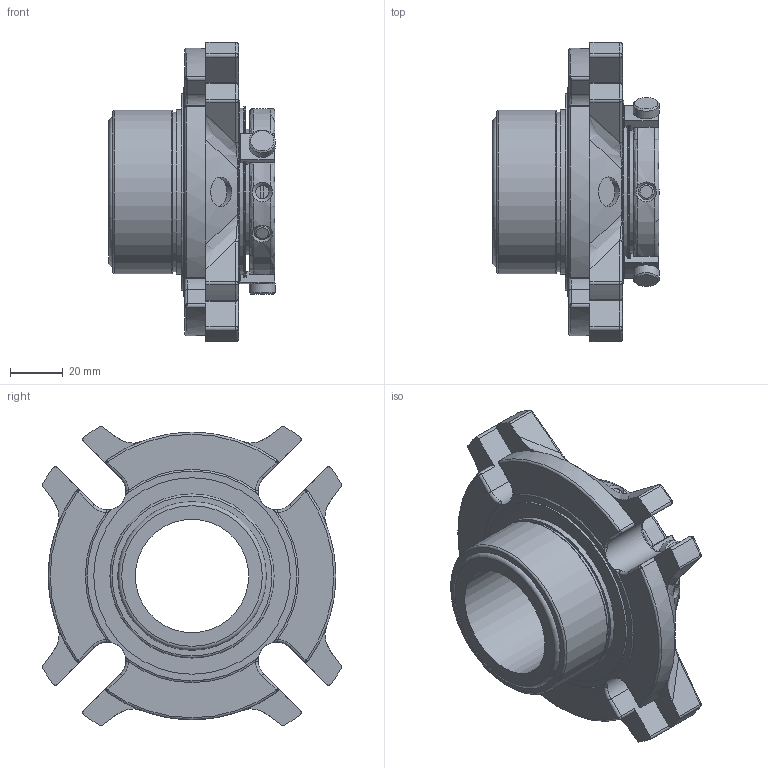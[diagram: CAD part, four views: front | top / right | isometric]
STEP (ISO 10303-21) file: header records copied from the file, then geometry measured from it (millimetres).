
FILE_DESCRIPTION(/* description */ ('Unknown'),/* implementation_level */ '2;1');
FILE_NAME(/* name */ '43mm',/* time_stamp */ '2023-02-20T12:53:28+00:00',/* author */ ('Unknown'),/* organization */ ('Unknown'),/* preprocessor_version */ 'ST-DEVELOPER v16.7',/* originating_system */ 'Solid Edge',/* authorisation */ 'Unknown');
FILE_SCHEMA (('AUTOMOTIVE_DESIGN {1 0 10303 214 3 1 1}'));
Length unit declared in the file: millimetre
Products named in the file (1): 43mm
Bounding box: 63.32 x 113.61 x 113.61 mm (x, y, z)
Volume: 213448.4 mm3; surface area: 48178.1 mm2
Topology: 1 solids, 1 shells, 534 faces, 1350 edges, 811 vertices
Faces by surface type: cylinder 202, plane 149, torus 81, bspline 46, sphere 31, cone 25
Full cylindrical faces by diameter (mm): 3.785 x1, 5 x2, 6 x6, 10 x3, 11.252 x3, 43.002 x1, 47.6 x1, 56.388 x1, 60.401 x1, 62.179 x1, 62.23 x1, 63.525 x1, 64.999 x1, 74.5 x1
Entity records: 20014 total; most frequent: CARTESIAN_POINT 4134, DIRECTION 2624, ORIENTED_EDGE 2460, EDGE_CURVE 1230, AXIS2_PLACEMENT_3D 1079, VERTEX_POINT 771, EDGE_LOOP 615, FACE_BOUND 615
